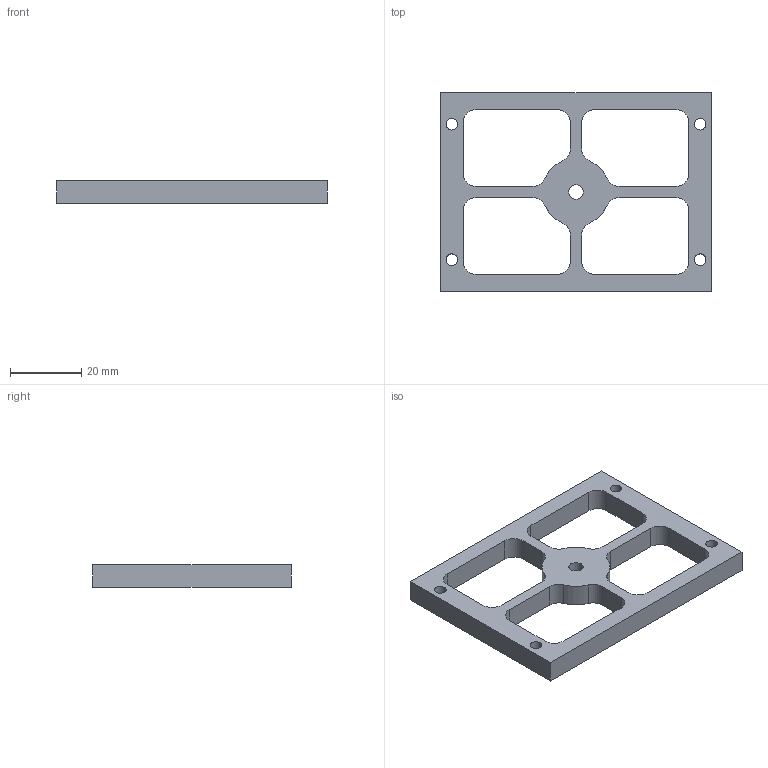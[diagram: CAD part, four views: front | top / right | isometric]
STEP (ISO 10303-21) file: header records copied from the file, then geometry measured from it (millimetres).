
FILE_DESCRIPTION (( 'STEP AP214' ), '1' );
FILE_NAME ('Side Mounting Plate.STEP', '2017-03-27T19:01:45', ( '' ), ( '' ), 'SwSTEP 2.0', 'SolidWorks 2016', '' );
FILE_SCHEMA (( 'AUTOMOTIVE_DESIGN' ));
Length unit declared in the file: inch
Products named in the file (1): Side Mounting Plate
Bounding box: 76.2 x 55.88 x 6.35 mm (x, y, z)
Volume: 11566.4 mm3; surface area: 8023 mm2
Topology: 1 solids, 1 shells, 64 faces, 178 edges, 116 vertices
Faces by surface type: cylinder 34, plane 22, cone 8
Entity records: 2176 total; most frequent: DIRECTION 384, CARTESIAN_POINT 359, ORIENTED_EDGE 356, EDGE_CURVE 178, AXIS2_PLACEMENT_3D 141, VERTEX_POINT 116, LINE 102, VECTOR 102
